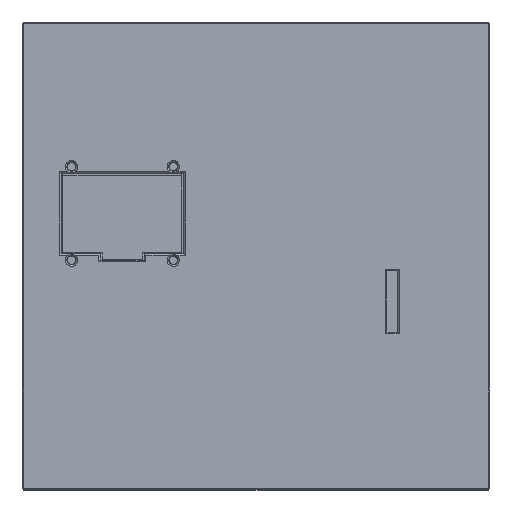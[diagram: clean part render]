
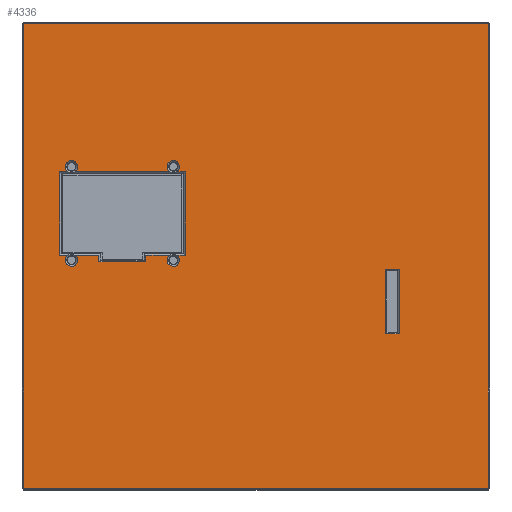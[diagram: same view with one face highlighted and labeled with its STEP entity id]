
A CAD part, top view. The second image highlights one B-rep face of the part: STEP entity #4336.
In plain terms, the highlighted planar face has unit normal (0, 0, 1).
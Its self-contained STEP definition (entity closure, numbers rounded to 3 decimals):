
#204=FACE_BOUND('',#917,.T.);
#205=FACE_BOUND('',#918,.T.);
#352=CIRCLE('',#4765,1.85);
#353=CIRCLE('',#4766,1.85);
#354=CIRCLE('',#4767,1.85);
#355=CIRCLE('',#4768,1.85);
#356=CIRCLE('',#4769,1.85);
#357=CIRCLE('',#4770,1.85);
#358=CIRCLE('',#4771,1.85);
#359=CIRCLE('',#4772,1.85);
#594=FACE_OUTER_BOUND('',#916,.T.);
#916=EDGE_LOOP('',(#3745,#3746,#3747,#3748));
#917=EDGE_LOOP('',(#3749,#3750,#3751,#3752,#3753,#3754,#3755,#3756,#3757,
#3758,#3759,#3760,#3761,#3762,#3763,#3764,#3765,#3766,#3767,#3768));
#918=EDGE_LOOP('',(#3769,#3770,#3771,#3772));
#1316=LINE('',#7118,#1744);
#1321=LINE('',#7126,#1749);
#1323=LINE('',#7130,#1751);
#1325=LINE('',#7133,#1753);
#1327=LINE('',#7139,#1755);
#1328=LINE('',#7141,#1756);
#1329=LINE('',#7143,#1757);
#1330=LINE('',#7144,#1758);
#1331=LINE('',#7149,#1759);
#1332=LINE('',#7151,#1760);
#1333=LINE('',#7153,#1761);
#1334=LINE('',#7155,#1762);
#1335=LINE('',#7157,#1763);
#1336=LINE('',#7163,#1764);
#1337=LINE('',#7165,#1765);
#1338=LINE('',#7167,#1766);
#1339=LINE('',#7173,#1767);
#1340=LINE('',#7179,#1768);
#1341=LINE('',#7181,#1769);
#1342=LINE('',#7183,#1770);
#1744=VECTOR('',#5877,10.);
#1749=VECTOR('',#5884,10.);
#1751=VECTOR('',#5888,10.);
#1753=VECTOR('',#5892,10.);
#1755=VECTOR('',#5898,10.);
#1756=VECTOR('',#5899,10.);
#1757=VECTOR('',#5900,10.);
#1758=VECTOR('',#5901,10.);
#1759=VECTOR('',#5904,10.);
#1760=VECTOR('',#5905,10.);
#1761=VECTOR('',#5906,10.);
#1762=VECTOR('',#5907,10.);
#1763=VECTOR('',#5908,10.);
#1764=VECTOR('',#5913,10.);
#1765=VECTOR('',#5914,10.);
#1766=VECTOR('',#5915,10.);
#1767=VECTOR('',#5920,10.);
#1768=VECTOR('',#5925,10.);
#1769=VECTOR('',#5926,10.);
#1770=VECTOR('',#5927,10.);
#2122=VERTEX_POINT('',#7116);
#2123=VERTEX_POINT('',#7117);
#2125=VERTEX_POINT('',#7125);
#2126=VERTEX_POINT('',#7129);
#2127=VERTEX_POINT('',#7137);
#2128=VERTEX_POINT('',#7138);
#2129=VERTEX_POINT('',#7140);
#2130=VERTEX_POINT('',#7142);
#2131=VERTEX_POINT('',#7145);
#2132=VERTEX_POINT('',#7146);
#2133=VERTEX_POINT('',#7148);
#2134=VERTEX_POINT('',#7150);
#2135=VERTEX_POINT('',#7152);
#2136=VERTEX_POINT('',#7154);
#2137=VERTEX_POINT('',#7156);
#2138=VERTEX_POINT('',#7158);
#2139=VERTEX_POINT('',#7160);
#2140=VERTEX_POINT('',#7162);
#2141=VERTEX_POINT('',#7164);
#2142=VERTEX_POINT('',#7166);
#2143=VERTEX_POINT('',#7168);
#2144=VERTEX_POINT('',#7170);
#2145=VERTEX_POINT('',#7172);
#2146=VERTEX_POINT('',#7174);
#2147=VERTEX_POINT('',#7176);
#2148=VERTEX_POINT('',#7178);
#2149=VERTEX_POINT('',#7180);
#2150=VERTEX_POINT('',#7182);
#2671=EDGE_CURVE('',#2122,#2123,#1316,.T.);
#2676=EDGE_CURVE('',#2123,#2125,#1321,.T.);
#2678=EDGE_CURVE('',#2126,#2122,#1323,.T.);
#2680=EDGE_CURVE('',#2125,#2126,#1325,.T.);
#2682=EDGE_CURVE('',#2127,#2128,#1327,.T.);
#2683=EDGE_CURVE('',#2129,#2127,#1328,.T.);
#2684=EDGE_CURVE('',#2130,#2129,#1329,.T.);
#2685=EDGE_CURVE('',#2128,#2130,#1330,.T.);
#2686=EDGE_CURVE('',#2131,#2132,#352,.T.);
#2687=EDGE_CURVE('',#2133,#2131,#1331,.T.);
#2688=EDGE_CURVE('',#2134,#2133,#1332,.T.);
#2689=EDGE_CURVE('',#2135,#2134,#1333,.T.);
#2690=EDGE_CURVE('',#2136,#2135,#1334,.T.);
#2691=EDGE_CURVE('',#2137,#2136,#1335,.T.);
#2692=EDGE_CURVE('',#2138,#2137,#353,.T.);
#2693=EDGE_CURVE('',#2139,#2138,#354,.T.);
#2694=EDGE_CURVE('',#2140,#2139,#1336,.T.);
#2695=EDGE_CURVE('',#2141,#2140,#1337,.T.);
#2696=EDGE_CURVE('',#2142,#2141,#1338,.T.);
#2697=EDGE_CURVE('',#2143,#2142,#355,.T.);
#2698=EDGE_CURVE('',#2144,#2143,#356,.T.);
#2699=EDGE_CURVE('',#2145,#2144,#1339,.T.);
#2700=EDGE_CURVE('',#2146,#2145,#357,.T.);
#2701=EDGE_CURVE('',#2147,#2146,#358,.T.);
#2702=EDGE_CURVE('',#2148,#2147,#1340,.T.);
#2703=EDGE_CURVE('',#2149,#2148,#1341,.T.);
#2704=EDGE_CURVE('',#2150,#2149,#1342,.T.);
#2705=EDGE_CURVE('',#2132,#2150,#359,.T.);
#3745=ORIENTED_EDGE('',*,*,#2682,.F.);
#3746=ORIENTED_EDGE('',*,*,#2683,.F.);
#3747=ORIENTED_EDGE('',*,*,#2684,.F.);
#3748=ORIENTED_EDGE('',*,*,#2685,.F.);
#3749=ORIENTED_EDGE('',*,*,#2686,.F.);
#3750=ORIENTED_EDGE('',*,*,#2687,.F.);
#3751=ORIENTED_EDGE('',*,*,#2688,.F.);
#3752=ORIENTED_EDGE('',*,*,#2689,.F.);
#3753=ORIENTED_EDGE('',*,*,#2690,.F.);
#3754=ORIENTED_EDGE('',*,*,#2691,.F.);
#3755=ORIENTED_EDGE('',*,*,#2692,.F.);
#3756=ORIENTED_EDGE('',*,*,#2693,.F.);
#3757=ORIENTED_EDGE('',*,*,#2694,.F.);
#3758=ORIENTED_EDGE('',*,*,#2695,.F.);
#3759=ORIENTED_EDGE('',*,*,#2696,.F.);
#3760=ORIENTED_EDGE('',*,*,#2697,.F.);
#3761=ORIENTED_EDGE('',*,*,#2698,.F.);
#3762=ORIENTED_EDGE('',*,*,#2699,.F.);
#3763=ORIENTED_EDGE('',*,*,#2700,.F.);
#3764=ORIENTED_EDGE('',*,*,#2701,.F.);
#3765=ORIENTED_EDGE('',*,*,#2702,.F.);
#3766=ORIENTED_EDGE('',*,*,#2703,.F.);
#3767=ORIENTED_EDGE('',*,*,#2704,.F.);
#3768=ORIENTED_EDGE('',*,*,#2705,.F.);
#3769=ORIENTED_EDGE('',*,*,#2671,.F.);
#3770=ORIENTED_EDGE('',*,*,#2678,.F.);
#3771=ORIENTED_EDGE('',*,*,#2680,.F.);
#3772=ORIENTED_EDGE('',*,*,#2676,.F.);
#4092=PLANE('',#4764);
#4336=ADVANCED_FACE('',(#594,#204,#205),#4092,.T.);
#4764=AXIS2_PLACEMENT_3D('',#7136,#5896,#5897);
#4765=AXIS2_PLACEMENT_3D('',#7147,#5902,#5903);
#4766=AXIS2_PLACEMENT_3D('',#7159,#5909,#5910);
#4767=AXIS2_PLACEMENT_3D('',#7161,#5911,#5912);
#4768=AXIS2_PLACEMENT_3D('',#7169,#5916,#5917);
#4769=AXIS2_PLACEMENT_3D('',#7171,#5918,#5919);
#4770=AXIS2_PLACEMENT_3D('',#7175,#5921,#5922);
#4771=AXIS2_PLACEMENT_3D('',#7177,#5923,#5924);
#4772=AXIS2_PLACEMENT_3D('',#7184,#5928,#5929);
#5877=DIRECTION('',(1.,0.,0.));
#5884=DIRECTION('',(0.,1.,0.));
#5888=DIRECTION('',(0.,-1.,0.));
#5892=DIRECTION('',(-1.,0.,0.));
#5896=DIRECTION('center_axis',(0.,0.,1.));
#5897=DIRECTION('ref_axis',(1.,0.,0.));
#5898=DIRECTION('',(0.,1.,0.));
#5899=DIRECTION('',(-1.,0.,0.));
#5900=DIRECTION('',(0.,-1.,0.));
#5901=DIRECTION('',(1.,0.,0.));
#5902=DIRECTION('center_axis',(0.,0.,1.));
#5903=DIRECTION('ref_axis',(1.,0.,0.));
#5904=DIRECTION('',(1.,0.,0.));
#5905=DIRECTION('',(0.,1.,0.));
#5906=DIRECTION('',(1.,0.,0.));
#5907=DIRECTION('',(0.,-1.,0.));
#5908=DIRECTION('',(1.,0.,0.));
#5909=DIRECTION('center_axis',(0.,0.,1.));
#5910=DIRECTION('ref_axis',(1.,0.,0.));
#5911=DIRECTION('center_axis',(0.,0.,1.));
#5912=DIRECTION('ref_axis',(1.,0.,0.));
#5913=DIRECTION('',(1.,0.,0.));
#5914=DIRECTION('',(0.,-1.,0.));
#5915=DIRECTION('',(-1.,0.,0.));
#5916=DIRECTION('center_axis',(0.,0.,1.));
#5917=DIRECTION('ref_axis',(1.,0.,0.));
#5918=DIRECTION('center_axis',(0.,0.,1.));
#5919=DIRECTION('ref_axis',(1.,0.,0.));
#5920=DIRECTION('',(-1.,0.,0.));
#5921=DIRECTION('center_axis',(0.,0.,1.));
#5922=DIRECTION('ref_axis',(1.,0.,0.));
#5923=DIRECTION('center_axis',(0.,0.,1.));
#5924=DIRECTION('ref_axis',(1.,0.,0.));
#5925=DIRECTION('',(-1.,0.,0.));
#5926=DIRECTION('',(0.,1.,0.));
#5927=DIRECTION('',(1.,0.,0.));
#5928=DIRECTION('center_axis',(0.,0.,1.));
#5929=DIRECTION('ref_axis',(1.,0.,0.));
#7116=CARTESIAN_POINT('',(38.703,-23.368,0.));
#7117=CARTESIAN_POINT('',(42.877,-23.368,0.));
#7118=CARTESIAN_POINT('',(19.601,-23.368,0.));
#7125=CARTESIAN_POINT('',(42.878,-3.953,0.));
#7126=CARTESIAN_POINT('',(42.878,-11.434,0.));
#7129=CARTESIAN_POINT('',(38.703,-3.953,0.));
#7130=CARTESIAN_POINT('',(38.703,-2.226,0.));
#7133=CARTESIAN_POINT('',(21.189,-3.953,0.));
#7136=CARTESIAN_POINT('Origin',(0.,0.,0.));
#7137=CARTESIAN_POINT('',(-69.5,-69.5,0.));
#7138=CARTESIAN_POINT('',(-69.5,69.5,0.));
#7139=CARTESIAN_POINT('',(-69.5,-35.,0.));
#7140=CARTESIAN_POINT('',(69.5,-69.5,0.));
#7141=CARTESIAN_POINT('',(35.,-69.5,0.));
#7142=CARTESIAN_POINT('',(69.5,69.5,0.));
#7143=CARTESIAN_POINT('',(69.5,35.,0.));
#7144=CARTESIAN_POINT('',(-35.,69.5,0.));
#7145=CARTESIAN_POINT('',(-25.833,0.2,0.));
#7146=CARTESIAN_POINT('',(-26.6,-1.3,0.));
#7147=CARTESIAN_POINT('Origin',(-24.75,-1.3,0.));
#7148=CARTESIAN_POINT('',(-33.,0.2,0.));
#7149=CARTESIAN_POINT('',(-16.75,0.2,0.));
#7150=CARTESIAN_POINT('',(-33.,-1.8,0.));
#7151=CARTESIAN_POINT('',(-33.,-0.65,0.));
#7152=CARTESIAN_POINT('',(-47.,-1.8,0.));
#7153=CARTESIAN_POINT('',(-23.25,-1.8,0.));
#7154=CARTESIAN_POINT('',(-47.,0.2,0.));
#7155=CARTESIAN_POINT('',(-47.,0.35,0.));
#7156=CARTESIAN_POINT('',(-54.167,0.2,0.));
#7157=CARTESIAN_POINT('',(-29.15,0.2,0.));
#7158=CARTESIAN_POINT('',(-57.1,-1.3,0.));
#7159=CARTESIAN_POINT('Origin',(-55.25,-1.3,0.));
#7160=CARTESIAN_POINT('',(-56.333,0.2,0.));
#7161=CARTESIAN_POINT('Origin',(-55.25,-1.3,0.));
#7162=CARTESIAN_POINT('',(-58.8,0.2,0.));
#7163=CARTESIAN_POINT('',(-29.15,0.2,0.));
#7164=CARTESIAN_POINT('',(-58.8,25.2,0.));
#7165=CARTESIAN_POINT('',(-58.8,12.35,0.));
#7166=CARTESIAN_POINT('',(-56.333,25.2,0.));
#7167=CARTESIAN_POINT('',(-10.85,25.2,0.));
#7168=CARTESIAN_POINT('',(-57.1,26.7,0.));
#7169=CARTESIAN_POINT('Origin',(-55.25,26.7,0.));
#7170=CARTESIAN_POINT('',(-54.167,25.2,0.));
#7171=CARTESIAN_POINT('Origin',(-55.25,26.7,0.));
#7172=CARTESIAN_POINT('',(-25.833,25.2,0.));
#7173=CARTESIAN_POINT('',(-10.85,25.2,0.));
#7174=CARTESIAN_POINT('',(-26.6,26.7,0.));
#7175=CARTESIAN_POINT('Origin',(-24.75,26.7,0.));
#7176=CARTESIAN_POINT('',(-23.667,25.2,0.));
#7177=CARTESIAN_POINT('Origin',(-24.75,26.7,0.));
#7178=CARTESIAN_POINT('',(-21.2,25.2,0.));
#7179=CARTESIAN_POINT('',(-10.85,25.2,0.));
#7180=CARTESIAN_POINT('',(-21.2,0.2,0.));
#7181=CARTESIAN_POINT('',(-21.2,0.35,0.));
#7182=CARTESIAN_POINT('',(-23.667,0.2,0.));
#7183=CARTESIAN_POINT('',(-16.75,0.2,0.));
#7184=CARTESIAN_POINT('Origin',(-24.75,-1.3,0.));
